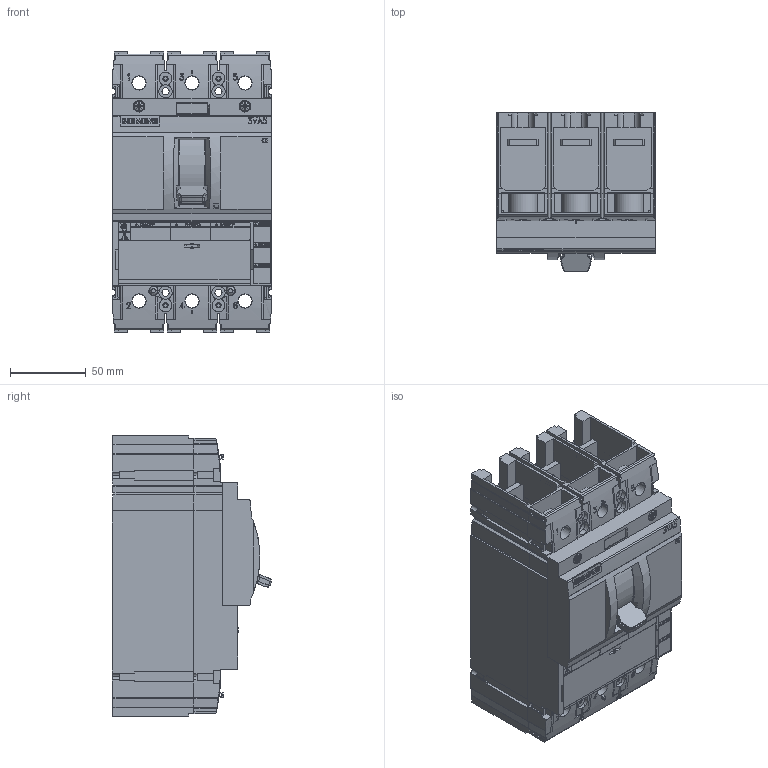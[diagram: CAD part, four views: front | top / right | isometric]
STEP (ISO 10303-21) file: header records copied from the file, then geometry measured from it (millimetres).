
FILE_DESCRIPTION(('no description'),'unknown implementation level');
FILE_NAME('3VA52xxx(EC,GC)310_3D_v.stp',' ',('SIEMENS A&D'),('CADClick - KiM GmbH - www.kimweb.de'),'unknown preprocess','ACIS','unknown authorization');
FILE_SCHEMA(('automotive_design'));
Length unit declared in the file: millimetre
Products named in the file (2): 3VA52..-.EC31-....
Bounding box: 105 x 105.39 x 185 mm (x, y, z)
Volume: 1267572 mm3; surface area: 187128.8 mm2
Topology: 2 solids, 2 shells, 3017 faces, 8557 edges, 5681 vertices
Faces by surface type: plane 2526, cylinder 443, torus 30, cone 18
Entity records: 194620 total; most frequent: CARTESIAN_POINT 19564, STYLED_ITEM 17249, PRESENTATION_STYLE_ASSIGNMENT 17249, COLOUR_RGB 17249, ORIENTED_EDGE 17098, DIRECTION 15873, EDGE_CURVE 8549, CURVE_STYLE 8549
